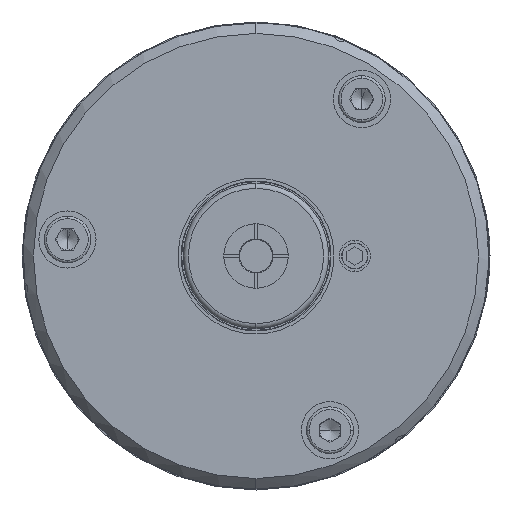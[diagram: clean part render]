
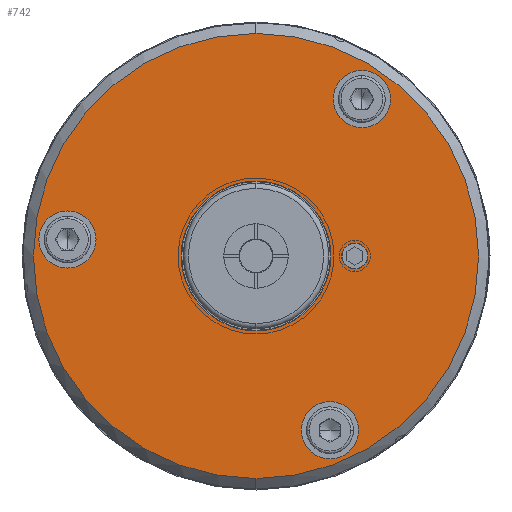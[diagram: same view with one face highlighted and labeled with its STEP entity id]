
A CAD part, left-side view. The second image highlights one B-rep face of the part: STEP entity #742.
In plain terms, the highlighted planar face has unit normal (-1, 0, 0).
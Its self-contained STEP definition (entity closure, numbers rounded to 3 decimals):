
#168 = CARTESIAN_POINT ( 'NONE',  ( -125.9, 18.131, 4.336 ) ) ;
#299 = DIRECTION ( 'NONE',  ( 0., 0., 1. ) ) ;
#403 = CARTESIAN_POINT ( 'NONE',  ( -125.9, 0., 7.2 ) ) ;
#481 = EDGE_CURVE ( 'NONE', #5673, #10834, #2984, .T. ) ;
#484 = AXIS2_PLACEMENT_3D ( 'NONE', #7200, #11354, #4969 ) ;
#521 = EDGE_LOOP ( 'NONE', ( #11544, #7672 ) ) ;
#528 = ORIENTED_EDGE ( 'NONE', *, *, #481, .T. ) ;
#539 = AXIS2_PLACEMENT_3D ( 'NONE', #1853, #7268, #4485 ) ;
#545 = DIRECTION ( 'NONE',  ( -1., 0., 0. ) ) ;
#591 = DIRECTION ( 'NONE',  ( 0., 0., 1. ) ) ;
#742 = ADVANCED_FACE ( 'NONE', ( #1289, #3112, #5497, #7967, #7376, #9989 ), #8114, .T. ) ;
#932 = DIRECTION ( 'NONE',  ( 0., 0., -1. ) ) ;
#968 = CIRCLE ( 'NONE', #539, 2.75 ) ;
#1077 = EDGE_CURVE ( 'NONE', #9881, #4462, #3261, .T. ) ;
#1182 = AXIS2_PLACEMENT_3D ( 'NONE', #6724, #10616, #3181 ) ;
#1289 = FACE_OUTER_BOUND ( 'NONE', #9491, .T. ) ;
#1403 = ORIENTED_EDGE ( 'NONE', *, *, #2979, .F. ) ;
#1698 = DIRECTION ( 'NONE',  ( 1., 0., 0. ) ) ;
#1842 = VERTEX_POINT ( 'NONE', #2438 ) ;
#1853 = CARTESIAN_POINT ( 'NONE',  ( -125.9, -10.177, 15.088 ) ) ;
#2033 = CIRCLE ( 'NONE', #484, 1.25 ) ;
#2044 = EDGE_CURVE ( 'NONE', #2627, #10380, #2033, .T. ) ;
#2100 = CARTESIAN_POINT ( 'NONE',  ( -125.9, -7.111, -19.503 ) ) ;
#2124 = CARTESIAN_POINT ( 'NONE',  ( -125.9, -10.177, 17.838 ) ) ;
#2125 = DIRECTION ( 'NONE',  ( -1., 0., 0. ) ) ;
#2126 = EDGE_CURVE ( 'NONE', #10380, #2627, #8483, .T. ) ;
#2438 = CARTESIAN_POINT ( 'NONE',  ( -125.9, -10.177, 12.338 ) ) ;
#2502 = DIRECTION ( 'NONE',  ( 1., 0., 0. ) ) ;
#2504 = EDGE_CURVE ( 'NONE', #3258, #3743, #5549, .T. ) ;
#2627 = VERTEX_POINT ( 'NONE', #9176 ) ;
#2939 = ORIENTED_EDGE ( 'NONE', *, *, #9093, .T. ) ;
#2979 = EDGE_CURVE ( 'NONE', #1842, #5157, #6622, .T. ) ;
#2984 = CIRCLE ( 'NONE', #7136, 7.2 ) ;
#3007 = AXIS2_PLACEMENT_3D ( 'NONE', #4041, #5291, #7822 ) ;
#3112 = FACE_BOUND ( 'NONE', #521, .T. ) ;
#3127 = DIRECTION ( 'NONE',  ( 0., 0., -1. ) ) ;
#3181 = DIRECTION ( 'NONE',  ( 0., 0., 1. ) ) ;
#3258 = VERTEX_POINT ( 'NONE', #168 ) ;
#3261 = CIRCLE ( 'NONE', #4822, 21.4 ) ;
#3743 = VERTEX_POINT ( 'NONE', #4350 ) ;
#3768 = EDGE_CURVE ( 'NONE', #4406, #6543, #4673, .T. ) ;
#3921 = DIRECTION ( 'NONE',  ( 0., 0., 1. ) ) ;
#4041 = CARTESIAN_POINT ( 'NONE',  ( -125.9, -7.111, -16.753 ) ) ;
#4048 = AXIS2_PLACEMENT_3D ( 'NONE', #11284, #6113, #3127 ) ;
#4271 = CARTESIAN_POINT ( 'NONE',  ( -125.9, -9.5, 1.25 ) ) ;
#4350 = CARTESIAN_POINT ( 'NONE',  ( -125.9, 18.131, -1.164 ) ) ;
#4406 = VERTEX_POINT ( 'NONE', #2100 ) ;
#4462 = VERTEX_POINT ( 'NONE', #8881 ) ;
#4485 = DIRECTION ( 'NONE',  ( 0., 0., 1. ) ) ;
#4493 = CIRCLE ( 'NONE', #4048, 21.4 ) ;
#4521 = ORIENTED_EDGE ( 'NONE', *, *, #6294, .F. ) ;
#4673 = CIRCLE ( 'NONE', #3007, 2.75 ) ;
#4709 = ORIENTED_EDGE ( 'NONE', *, *, #7158, .F. ) ;
#4737 = DIRECTION ( 'NONE',  ( -1., 0., 0. ) ) ;
#4822 = AXIS2_PLACEMENT_3D ( 'NONE', #11828, #2502, #7196 ) ;
#4969 = DIRECTION ( 'NONE',  ( 0., 0., 1. ) ) ;
#5083 = EDGE_LOOP ( 'NONE', ( #10446, #5755 ) ) ;
#5157 = VERTEX_POINT ( 'NONE', #2124 ) ;
#5239 = EDGE_LOOP ( 'NONE', ( #528, #2939 ) ) ;
#5291 = DIRECTION ( 'NONE',  ( -1., 0., 0. ) ) ;
#5316 = EDGE_LOOP ( 'NONE', ( #4521, #11402 ) ) ;
#5445 = CARTESIAN_POINT ( 'NONE',  ( -125.9, -9.5, 0. ) ) ;
#5455 = EDGE_CURVE ( 'NONE', #4462, #9881, #4493, .T. ) ;
#5458 = CARTESIAN_POINT ( 'NONE',  ( -125.9, 18.131, 1.586 ) ) ;
#5497 = FACE_BOUND ( 'NONE', #5083, .T. ) ;
#5549 = CIRCLE ( 'NONE', #8078, 2.75 ) ;
#5557 = ORIENTED_EDGE ( 'NONE', *, *, #5455, .F. ) ;
#5673 = VERTEX_POINT ( 'NONE', #9310 ) ;
#5755 = ORIENTED_EDGE ( 'NONE', *, *, #6850, .F. ) ;
#6113 = DIRECTION ( 'NONE',  ( 1., 0., 0. ) ) ;
#6135 = DIRECTION ( 'NONE',  ( 0., 0., -1. ) ) ;
#6294 = EDGE_CURVE ( 'NONE', #6543, #4406, #7764, .T. ) ;
#6543 = VERTEX_POINT ( 'NONE', #11226 ) ;
#6622 = CIRCLE ( 'NONE', #1182, 2.75 ) ;
#6671 = EDGE_LOOP ( 'NONE', ( #4709, #1403 ) ) ;
#6724 = CARTESIAN_POINT ( 'NONE',  ( -125.9, -10.177, 15.088 ) ) ;
#6791 = AXIS2_PLACEMENT_3D ( 'NONE', #5445, #9017, #10022 ) ;
#6850 = EDGE_CURVE ( 'NONE', #3743, #3258, #11618, .T. ) ;
#6946 = CARTESIAN_POINT ( 'NONE',  ( -125.9, 0., 0. ) ) ;
#6963 = CIRCLE ( 'NONE', #7498, 7.2 ) ;
#7070 = ORIENTED_EDGE ( 'NONE', *, *, #1077, .F. ) ;
#7136 = AXIS2_PLACEMENT_3D ( 'NONE', #6946, #9359, #6135 ) ;
#7158 = EDGE_CURVE ( 'NONE', #5157, #1842, #968, .T. ) ;
#7196 = DIRECTION ( 'NONE',  ( 0., 0., -1. ) ) ;
#7200 = CARTESIAN_POINT ( 'NONE',  ( -125.9, -9.5, 0. ) ) ;
#7268 = DIRECTION ( 'NONE',  ( -1., 0., 0. ) ) ;
#7376 = FACE_BOUND ( 'NONE', #5316, .T. ) ;
#7486 = DIRECTION ( 'NONE',  ( 0., 0., 1. ) ) ;
#7498 = AXIS2_PLACEMENT_3D ( 'NONE', #9499, #1698, #932 ) ;
#7672 = ORIENTED_EDGE ( 'NONE', *, *, #2044, .F. ) ;
#7764 = CIRCLE ( 'NONE', #8905, 2.75 ) ;
#7822 = DIRECTION ( 'NONE',  ( 0., 0., 1. ) ) ;
#7967 = FACE_BOUND ( 'NONE', #6671, .T. ) ;
#8078 = AXIS2_PLACEMENT_3D ( 'NONE', #8812, #545, #591 ) ;
#8114 = PLANE ( 'NONE',  #8262 ) ;
#8262 = AXIS2_PLACEMENT_3D ( 'NONE', #11339, #4737, #299 ) ;
#8483 = CIRCLE ( 'NONE', #6791, 1.25 ) ;
#8812 = CARTESIAN_POINT ( 'NONE',  ( -125.9, 18.131, 1.586 ) ) ;
#8881 = CARTESIAN_POINT ( 'NONE',  ( -125.9, 0., -21.4 ) ) ;
#8905 = AXIS2_PLACEMENT_3D ( 'NONE', #11348, #11858, #7486 ) ;
#9015 = CARTESIAN_POINT ( 'NONE',  ( -125.9, 0., 21.4 ) ) ;
#9017 = DIRECTION ( 'NONE',  ( -1., 0., 0. ) ) ;
#9093 = EDGE_CURVE ( 'NONE', #10834, #5673, #6963, .T. ) ;
#9176 = CARTESIAN_POINT ( 'NONE',  ( -125.9, -9.5, -1.25 ) ) ;
#9310 = CARTESIAN_POINT ( 'NONE',  ( -125.9, 0., -7.2 ) ) ;
#9359 = DIRECTION ( 'NONE',  ( 1., 0., 0. ) ) ;
#9491 = EDGE_LOOP ( 'NONE', ( #5557, #7070 ) ) ;
#9499 = CARTESIAN_POINT ( 'NONE',  ( -125.9, 0., 0. ) ) ;
#9881 = VERTEX_POINT ( 'NONE', #9015 ) ;
#9989 = FACE_BOUND ( 'NONE', #5239, .T. ) ;
#10022 = DIRECTION ( 'NONE',  ( 0., 0., 1. ) ) ;
#10210 = AXIS2_PLACEMENT_3D ( 'NONE', #5458, #2125, #3921 ) ;
#10380 = VERTEX_POINT ( 'NONE', #4271 ) ;
#10446 = ORIENTED_EDGE ( 'NONE', *, *, #2504, .F. ) ;
#10616 = DIRECTION ( 'NONE',  ( -1., 0., 0. ) ) ;
#10834 = VERTEX_POINT ( 'NONE', #403 ) ;
#11226 = CARTESIAN_POINT ( 'NONE',  ( -125.9, -7.111, -14.003 ) ) ;
#11284 = CARTESIAN_POINT ( 'NONE',  ( -125.9, 0., 0. ) ) ;
#11339 = CARTESIAN_POINT ( 'NONE',  ( -125.9, 22.4, 0. ) ) ;
#11348 = CARTESIAN_POINT ( 'NONE',  ( -125.9, -7.111, -16.753 ) ) ;
#11354 = DIRECTION ( 'NONE',  ( -1., 0., 0. ) ) ;
#11402 = ORIENTED_EDGE ( 'NONE', *, *, #3768, .F. ) ;
#11544 = ORIENTED_EDGE ( 'NONE', *, *, #2126, .F. ) ;
#11618 = CIRCLE ( 'NONE', #10210, 2.75 ) ;
#11828 = CARTESIAN_POINT ( 'NONE',  ( -125.9, 0., 0. ) ) ;
#11858 = DIRECTION ( 'NONE',  ( -1., 0., 0. ) ) ;
